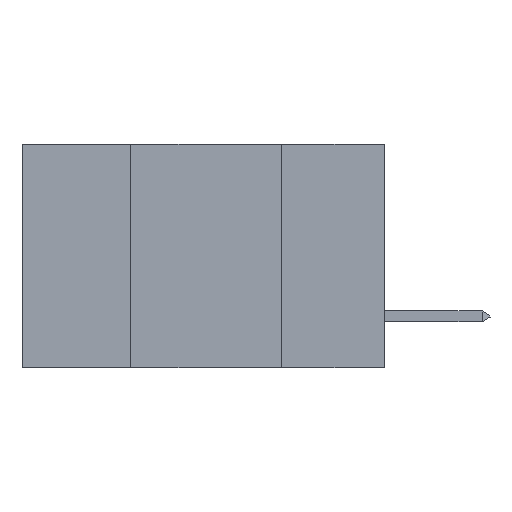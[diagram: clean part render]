
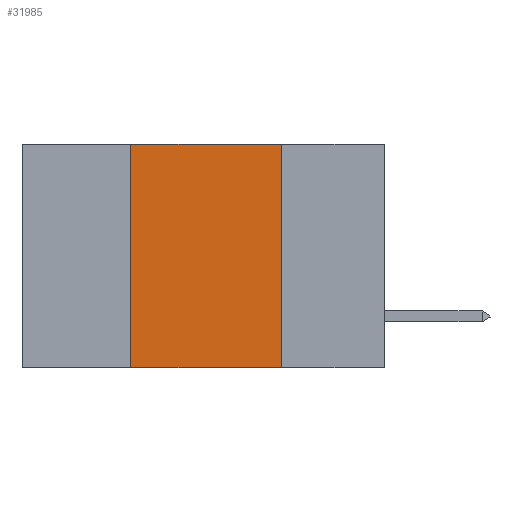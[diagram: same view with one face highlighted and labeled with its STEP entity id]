
A CAD part, left-side view. The second image highlights one B-rep face of the part: STEP entity #31985.
In plain terms, the highlighted planar face has unit normal (-1, 0, 0).
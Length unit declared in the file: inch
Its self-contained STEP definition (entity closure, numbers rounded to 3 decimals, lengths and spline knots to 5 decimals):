
#1205 = CARTESIAN_POINT ( 'NONE',  ( 0., 0.42, 0. ) ) ;
#3185 = CARTESIAN_POINT ( 'NONE',  ( 0., 0.17, 0. ) ) ;
#5564 = CARTESIAN_POINT ( 'NONE',  ( 0., 0.42, -0.37 ) ) ;
#6523 = CARTESIAN_POINT ( 'NONE',  ( 0., 0.6, 0. ) ) ;
#8354 = LINE ( 'NONE', #27582, #18074 ) ;
#8420 = AXIS2_PLACEMENT_3D ( 'NONE', #12534, #19245, #35579 ) ;
#8870 = DIRECTION ( 'NONE',  ( 0., 0., -1. ) ) ;
#8963 = FACE_OUTER_BOUND ( 'NONE', #21610, .T. ) ;
#10154 = VECTOR ( 'NONE', #8870, 39.37008 ) ;
#10383 = VERTEX_POINT ( 'NONE', #5564 ) ;
#10506 = DIRECTION ( 'NONE',  ( 0., -1., 0. ) ) ;
#12064 = VERTEX_POINT ( 'NONE', #3185 ) ;
#12395 = ORIENTED_EDGE ( 'NONE', *, *, #26113, .F. ) ;
#12511 = EDGE_CURVE ( 'NONE', #10383, #33703, #8354, .T. ) ;
#12534 = CARTESIAN_POINT ( 'NONE',  ( 0., 0.6, 0. ) ) ;
#12780 = DIRECTION ( 'NONE',  ( 0., 0., 1. ) ) ;
#14680 = LINE ( 'NONE', #25647, #35687 ) ;
#15306 = CARTESIAN_POINT ( 'NONE',  ( 0., 0.17, 0. ) ) ;
#16103 = PLANE ( 'NONE',  #8420 ) ;
#17080 = LINE ( 'NONE', #6523, #31406 ) ;
#18074 = VECTOR ( 'NONE', #37789, 39.37008 ) ;
#19245 = DIRECTION ( 'NONE',  ( 1., 0., 0. ) ) ;
#21610 = EDGE_LOOP ( 'NONE', ( #29264, #27766, #12395, #41996 ) ) ;
#25647 = CARTESIAN_POINT ( 'NONE',  ( 0., 0.42, 0. ) ) ;
#25694 = EDGE_CURVE ( 'NONE', #12064, #33703, #42363, .T. ) ;
#26113 = EDGE_CURVE ( 'NONE', #10383, #37172, #14680, .T. ) ;
#27582 = CARTESIAN_POINT ( 'NONE',  ( 0., 0.6, -0.37 ) ) ;
#27766 = ORIENTED_EDGE ( 'NONE', *, *, #28176, .F. ) ;
#28176 = EDGE_CURVE ( 'NONE', #37172, #12064, #17080, .T. ) ;
#29264 = ORIENTED_EDGE ( 'NONE', *, *, #25694, .F. ) ;
#31406 = VECTOR ( 'NONE', #10506, 39.37008 ) ;
#31579 = CARTESIAN_POINT ( 'NONE',  ( 0., 0.17, -0.37 ) ) ;
#31985 = ADVANCED_FACE ( 'NONE', ( #8963 ), #16103, .F. ) ;
#33703 = VERTEX_POINT ( 'NONE', #31579 ) ;
#35579 = DIRECTION ( 'NONE',  ( 0., 0., -1. ) ) ;
#35687 = VECTOR ( 'NONE', #12780, 39.37008 ) ;
#37172 = VERTEX_POINT ( 'NONE', #1205 ) ;
#37789 = DIRECTION ( 'NONE',  ( 0., -1., 0. ) ) ;
#41996 = ORIENTED_EDGE ( 'NONE', *, *, #12511, .T. ) ;
#42363 = LINE ( 'NONE', #15306, #10154 ) ;
